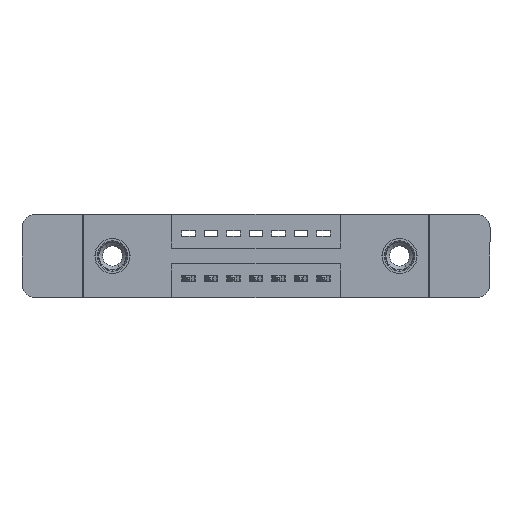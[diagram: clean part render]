
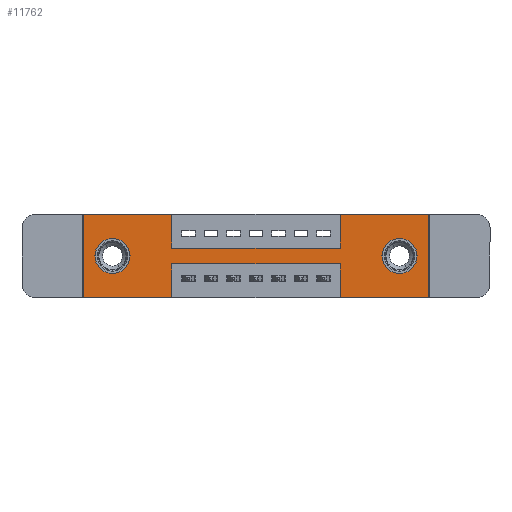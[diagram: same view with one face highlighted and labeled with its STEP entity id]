
A CAD part, front view. The second image highlights one B-rep face of the part: STEP entity #11762.
In plain terms, the highlighted planar face has unit normal (0, -1, 0).
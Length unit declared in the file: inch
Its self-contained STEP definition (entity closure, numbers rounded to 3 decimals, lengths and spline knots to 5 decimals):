
#49 = EDGE_LOOP ( 'NONE', ( #14282, #12359, #4140, #8818, #8301, #11759, #14205, #2802, #12324, #11655, #2471, #8261 ) ) ;
#110 = CARTESIAN_POINT ( 'NONE',  ( 0., 0., 0. ) ) ;
#334 = AXIS2_PLACEMENT_3D ( 'NONE', #6477, #13710, #9946 ) ;
#353 = VECTOR ( 'NONE', #2653, 39.37008 ) ;
#371 = DIRECTION ( 'NONE',  ( 0., 0., -1. ) ) ;
#412 = VERTEX_POINT ( 'NONE', #7310 ) ;
#418 = EDGE_CURVE ( 'NONE', #10839, #9397, #4018, .T. ) ;
#425 = VERTEX_POINT ( 'NONE', #14323 ) ;
#477 = DIRECTION ( 'NONE',  ( -1., 0., 0. ) ) ;
#584 = CARTESIAN_POINT ( 'NONE',  ( 0.3925, 0., -0.15 ) ) ;
#627 = CARTESIAN_POINT ( 'NONE',  ( 0., 0., -0.37 ) ) ;
#706 = EDGE_CURVE ( 'NONE', #14077, #1932, #3275, .T. ) ;
#722 = VERTEX_POINT ( 'NONE', #10220 ) ;
#745 = EDGE_CURVE ( 'NONE', #15038, #10839, #4351, .T. ) ;
#846 = CIRCLE ( 'NONE', #7224, 0.078 ) ;
#1067 = AXIS2_PLACEMENT_3D ( 'NONE', #10524, #14084, #11769 ) ;
#1171 = DIRECTION ( 'NONE',  ( 0., 0., -1. ) ) ;
#1352 = VECTOR ( 'NONE', #10877, 39.37008 ) ;
#1601 = DIRECTION ( 'NONE',  ( 1., 0., 0. ) ) ;
#1621 = CARTESIAN_POINT ( 'NONE',  ( 0., 0., 0. ) ) ;
#1874 = DIRECTION ( 'NONE',  ( 0., 0., 1. ) ) ;
#1932 = VERTEX_POINT ( 'NONE', #3407 ) ;
#2034 = VERTEX_POINT ( 'NONE', #4415 ) ;
#2074 = ORIENTED_EDGE ( 'NONE', *, *, #2239, .T. ) ;
#2172 = CARTESIAN_POINT ( 'NONE',  ( 1.405, 0., -0.185 ) ) ;
#2239 = EDGE_CURVE ( 'NONE', #13364, #425, #12554, .T. ) ;
#2284 = EDGE_CURVE ( 'NONE', #425, #13364, #846, .T. ) ;
#2311 = LINE ( 'NONE', #9148, #5386 ) ;
#2386 = VECTOR ( 'NONE', #2734, 39.37008 ) ;
#2425 = VERTEX_POINT ( 'NONE', #13729 ) ;
#2471 = ORIENTED_EDGE ( 'NONE', *, *, #745, .F. ) ;
#2584 = EDGE_CURVE ( 'NONE', #3534, #6238, #9762, .T. ) ;
#2602 = DIRECTION ( 'NONE',  ( 1., 0., 0. ) ) ;
#2653 = DIRECTION ( 'NONE',  ( -1., 0., 0. ) ) ;
#2734 = DIRECTION ( 'NONE',  ( 0., 0., -1. ) ) ;
#2759 = EDGE_CURVE ( 'NONE', #9397, #3534, #2311, .T. ) ;
#2780 = CARTESIAN_POINT ( 'NONE',  ( 0.3925, 0., -0.37 ) ) ;
#2802 = ORIENTED_EDGE ( 'NONE', *, *, #2584, .F. ) ;
#3132 = EDGE_LOOP ( 'NONE', ( #2074, #5510 ) ) ;
#3253 = FACE_BOUND ( 'NONE', #4730, .T. ) ;
#3256 = EDGE_CURVE ( 'NONE', #2034, #722, #3564, .T. ) ;
#3275 = CIRCLE ( 'NONE', #1067, 0.078 ) ;
#3407 = CARTESIAN_POINT ( 'NONE',  ( 0.13, 0., -0.263 ) ) ;
#3534 = VERTEX_POINT ( 'NONE', #5867 ) ;
#3564 = LINE ( 'NONE', #2780, #7764 ) ;
#3690 = CARTESIAN_POINT ( 'NONE',  ( 1.535, 0., 0. ) ) ;
#3716 = CARTESIAN_POINT ( 'NONE',  ( 0., 0., -0.37 ) ) ;
#3999 = EDGE_CURVE ( 'NONE', #6238, #2425, #11208, .T. ) ;
#4018 = LINE ( 'NONE', #1621, #5833 ) ;
#4060 = LINE ( 'NONE', #627, #11004 ) ;
#4095 = VECTOR ( 'NONE', #12462, 39.37008 ) ;
#4140 = ORIENTED_EDGE ( 'NONE', *, *, #7546, .F. ) ;
#4351 = LINE ( 'NONE', #110, #12604 ) ;
#4415 = CARTESIAN_POINT ( 'NONE',  ( 0.3925, 0., -0.22 ) ) ;
#4505 = VECTOR ( 'NONE', #11457, 39.37008 ) ;
#4568 = CARTESIAN_POINT ( 'NONE',  ( 0., 0., 0. ) ) ;
#4730 = EDGE_LOOP ( 'NONE', ( #14817, #8731 ) ) ;
#4843 = CARTESIAN_POINT ( 'NONE',  ( 1.1425, 0., -0.37 ) ) ;
#4863 = CARTESIAN_POINT ( 'NONE',  ( 1.405, 0., -0.107 ) ) ;
#5102 = LINE ( 'NONE', #14472, #353 ) ;
#5139 = EDGE_CURVE ( 'NONE', #2425, #7454, #14963, .T. ) ;
#5386 = VECTOR ( 'NONE', #10387, 39.37008 ) ;
#5510 = ORIENTED_EDGE ( 'NONE', *, *, #2284, .T. ) ;
#5833 = VECTOR ( 'NONE', #1601, 39.37008 ) ;
#5867 = CARTESIAN_POINT ( 'NONE',  ( 0.3925, 0., -0.15 ) ) ;
#6238 = VERTEX_POINT ( 'NONE', #14160 ) ;
#6262 = LINE ( 'NONE', #14393, #1352 ) ;
#6355 = CARTESIAN_POINT ( 'NONE',  ( 0., 0., 0. ) ) ;
#6477 = CARTESIAN_POINT ( 'NONE',  ( 0., 0., -0.37 ) ) ;
#6836 = DIRECTION ( 'NONE',  ( 0., 1., 0. ) ) ;
#6850 = CARTESIAN_POINT ( 'NONE',  ( 0.3925, 0., 0. ) ) ;
#6967 = EDGE_CURVE ( 'NONE', #1932, #14077, #13255, .T. ) ;
#7224 = AXIS2_PLACEMENT_3D ( 'NONE', #2172, #6836, #12857 ) ;
#7310 = CARTESIAN_POINT ( 'NONE',  ( 1.1425, 0., -0.22 ) ) ;
#7430 = VERTEX_POINT ( 'NONE', #4843 ) ;
#7454 = VERTEX_POINT ( 'NONE', #3690 ) ;
#7546 = EDGE_CURVE ( 'NONE', #7430, #412, #6262, .T. ) ;
#7746 = LINE ( 'NONE', #12616, #4095 ) ;
#7764 = VECTOR ( 'NONE', #371, 39.37008 ) ;
#8151 = DIRECTION ( 'NONE',  ( 0., 1., 0. ) ) ;
#8154 = EDGE_CURVE ( 'NONE', #13050, #7430, #4060, .T. ) ;
#8261 = ORIENTED_EDGE ( 'NONE', *, *, #10846, .F. ) ;
#8301 = ORIENTED_EDGE ( 'NONE', *, *, #9672, .F. ) ;
#8325 = DIRECTION ( 'NONE',  ( 0., 0., 1. ) ) ;
#8496 = AXIS2_PLACEMENT_3D ( 'NONE', #11791, #8151, #1171 ) ;
#8731 = ORIENTED_EDGE ( 'NONE', *, *, #6967, .T. ) ;
#8818 = ORIENTED_EDGE ( 'NONE', *, *, #8154, .F. ) ;
#9092 = AXIS2_PLACEMENT_3D ( 'NONE', #13616, #12381, #1874 ) ;
#9148 = CARTESIAN_POINT ( 'NONE',  ( 0.3925, 0., 0. ) ) ;
#9397 = VERTEX_POINT ( 'NONE', #6850 ) ;
#9672 = EDGE_CURVE ( 'NONE', #7454, #13050, #11887, .T. ) ;
#9762 = LINE ( 'NONE', #584, #13104 ) ;
#9832 = CARTESIAN_POINT ( 'NONE',  ( 0.13, 0., -0.107 ) ) ;
#9946 = DIRECTION ( 'NONE',  ( 0., 0., -1. ) ) ;
#10094 = VECTOR ( 'NONE', #14111, 39.37008 ) ;
#10220 = CARTESIAN_POINT ( 'NONE',  ( 0.3925, 0., -0.37 ) ) ;
#10387 = DIRECTION ( 'NONE',  ( 0., 0., -1. ) ) ;
#10524 = CARTESIAN_POINT ( 'NONE',  ( 0.13, 0., -0.185 ) ) ;
#10839 = VERTEX_POINT ( 'NONE', #6355 ) ;
#10846 = EDGE_CURVE ( 'NONE', #722, #15038, #5102, .T. ) ;
#10877 = DIRECTION ( 'NONE',  ( 0., 0., 1. ) ) ;
#10901 = CARTESIAN_POINT ( 'NONE',  ( 1.535, 0., 0. ) ) ;
#11004 = VECTOR ( 'NONE', #477, 39.37008 ) ;
#11208 = LINE ( 'NONE', #12933, #10094 ) ;
#11457 = DIRECTION ( 'NONE',  ( 1., 0., 0. ) ) ;
#11655 = ORIENTED_EDGE ( 'NONE', *, *, #418, .F. ) ;
#11759 = ORIENTED_EDGE ( 'NONE', *, *, #5139, .F. ) ;
#11762 = ADVANCED_FACE ( 'NONE', ( #11844, #3253, #14967 ), #12434, .T. ) ;
#11769 = DIRECTION ( 'NONE',  ( 0., 0., 1. ) ) ;
#11791 = CARTESIAN_POINT ( 'NONE',  ( 1.405, 0., -0.185 ) ) ;
#11844 = FACE_BOUND ( 'NONE', #3132, .T. ) ;
#11887 = LINE ( 'NONE', #10901, #2386 ) ;
#12324 = ORIENTED_EDGE ( 'NONE', *, *, #2759, .F. ) ;
#12359 = ORIENTED_EDGE ( 'NONE', *, *, #14752, .F. ) ;
#12381 = DIRECTION ( 'NONE',  ( 0., 1., 0. ) ) ;
#12434 = PLANE ( 'NONE',  #334 ) ;
#12462 = DIRECTION ( 'NONE',  ( -1., 0., 0. ) ) ;
#12554 = CIRCLE ( 'NONE', #8496, 0.078 ) ;
#12604 = VECTOR ( 'NONE', #8325, 39.37008 ) ;
#12616 = CARTESIAN_POINT ( 'NONE',  ( 0.3925, 0., -0.22 ) ) ;
#12857 = DIRECTION ( 'NONE',  ( 0., 0., -1. ) ) ;
#12933 = CARTESIAN_POINT ( 'NONE',  ( 1.1425, 0., 0. ) ) ;
#13050 = VERTEX_POINT ( 'NONE', #13583 ) ;
#13104 = VECTOR ( 'NONE', #2602, 39.37008 ) ;
#13255 = CIRCLE ( 'NONE', #9092, 0.078 ) ;
#13364 = VERTEX_POINT ( 'NONE', #4863 ) ;
#13583 = CARTESIAN_POINT ( 'NONE',  ( 1.535, 0., -0.37 ) ) ;
#13616 = CARTESIAN_POINT ( 'NONE',  ( 0.13, 0., -0.185 ) ) ;
#13710 = DIRECTION ( 'NONE',  ( 0., -1., 0. ) ) ;
#13729 = CARTESIAN_POINT ( 'NONE',  ( 1.1425, 0., 0. ) ) ;
#14077 = VERTEX_POINT ( 'NONE', #9832 ) ;
#14084 = DIRECTION ( 'NONE',  ( 0., 1., 0. ) ) ;
#14111 = DIRECTION ( 'NONE',  ( 0., 0., 1. ) ) ;
#14160 = CARTESIAN_POINT ( 'NONE',  ( 1.1425, 0., -0.15 ) ) ;
#14205 = ORIENTED_EDGE ( 'NONE', *, *, #3999, .F. ) ;
#14282 = ORIENTED_EDGE ( 'NONE', *, *, #3256, .F. ) ;
#14323 = CARTESIAN_POINT ( 'NONE',  ( 1.405, 0., -0.263 ) ) ;
#14393 = CARTESIAN_POINT ( 'NONE',  ( 1.1425, 0., -0.37 ) ) ;
#14472 = CARTESIAN_POINT ( 'NONE',  ( 0., 0., -0.37 ) ) ;
#14752 = EDGE_CURVE ( 'NONE', #412, #2034, #7746, .T. ) ;
#14817 = ORIENTED_EDGE ( 'NONE', *, *, #706, .T. ) ;
#14963 = LINE ( 'NONE', #4568, #4505 ) ;
#14967 = FACE_OUTER_BOUND ( 'NONE', #49, .T. ) ;
#15038 = VERTEX_POINT ( 'NONE', #3716 ) ;
